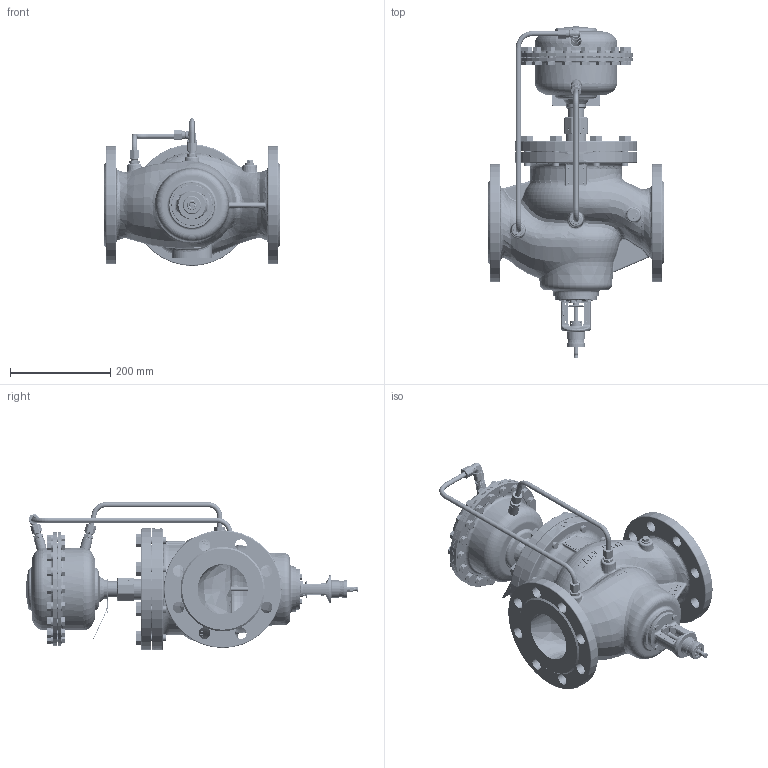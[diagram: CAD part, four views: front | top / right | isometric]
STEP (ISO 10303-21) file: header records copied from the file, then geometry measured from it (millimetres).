
FILE_DESCRIPTION((''),'2;1');
FILE_NAME('003G5532_AFQM2_PN40_DN100_0-2_ASM','2023-05-08T14:41:08',('U384264'),('Danfoss'),'CREO PARAMETRIC BY PTC INC, 2022124','CREO PARAMETRIC BY PTC INC, 2022124','');
FILE_SCHEMA(('CONFIG_CONTROL_DESIGN'));
Products named in the file (50): 88650650_VALVE_B_VFQM_DN100_PN4; 88654390_CV_P_H_REW_SUB_DN100_ASM; 88651200_YOKE_BODY_DN65_100; 88652300_STUFFING_BOX_DN100_125; 88651340_SPINDLE_CV_DN100; 88652260_SETT_SCREW_DN65-100; 88650860_VALVE_C_VFG_DN100_PN40; HEX_SCREW_DIN933_M06X18; HEX_SCREW_DIN931_M16X50; 88652800_POINTER_VFQM; 88652720_FLOW_SCALE_DN100; 51817881_SCREW_SF_M3X5; 51817290_M5_ZATIC; 54790650_BUSH_12X14X10; 54540510; 188610240; WALTER_CONNECTION; WALTER_PROFILE_RING; WALTER_CONNECTION_NUT; 8863078_ASM; 88653300_VFQM_DN100_PN40_ASM; 88670090_HOUSING160_PN40_MINUS_AF0; 88673400_TUBE_FI38X10X62_MINUS_AF82; 88671680_PRESSURE_CONNECTOR_6MM; WELD_PRESS_CON_6MM; WELD_160_6MM_INST_AF0; WELD_160_6MM_2_INST_AF0; 88671490_COVER160_PN40_MINUS_ASM; 55511011; 88670600_CONNECTING_NUT_G1_1_4; 88670110_HOUS_AFQ_160_PN40_PLUS_AF0; 88671680_PRESSURE_CONNECTOR_6MM_AF0; WELD_PRESS_CON_6MM_AF0; 88672610_COVE_AFQ_160_PN40_PLUS_ASM; 88673710_GASKET_PA_160_PN40; 51018011; 52017500; 51917340; 5454051; 88630620_TUBE_CONN_D1_0_DA_00_ASM ...
Assembly tree (141 placements, depth 5):
  003G5532_AFQM2_PN40_DN100_0-2_ASM
    88653300_VFQM_DN100_PN40_ASM
      88650650_VALVE_B_VFQM_DN100_PN4
      88654390_CV_P_H_REW_SUB_DN100_ASM
      88651200_YOKE_BODY_DN65_100
      88652300_STUFFING_BOX_DN100_125
      88651340_SPINDLE_CV_DN100
      88652260_SETT_SCREW_DN65-100
      88650860_VALVE_C_VFG_DN100_PN40
      HEX_SCREW_DIN933_M06X18  x4
      HEX_SCREW_DIN931_M16X50  x8
      88652800_POINTER_VFQM
      88652720_FLOW_SCALE_DN100
      51817881_SCREW_SF_M3X5  x2
      51817290_M5_ZATIC
      54790650_BUSH_12X14X10
      54540510  x3
      188610240
      8863078_ASM  x2
        WALTER_CONNECTION
        WALTER_PROFILE_RING
        WALTER_CONNECTION_NUT
    003G5602_AFQ2_PN40_160CM2_ASM
      88671490_COVER160_PN40_MINUS_ASM
        88670090_HOUSING160_PN40_MINUS_AF0
        88673400_TUBE_FI38X10X62_MINUS_AF82
        88671680_PRESSURE_CONNECTOR_6MM
        WELD_PRESS_CON_6MM
        WELD_160_6MM_INST_AF0
        WELD_160_6MM_2_INST_AF0
      55511011
      88670600_CONNECTING_NUT_G1_1_4
      88672610_COVE_AFQ_160_PN40_PLUS_ASM
        88670110_HOUS_AFQ_160_PN40_PLUS_AF0
        88671680_PRESSURE_CONNECTOR_6MM_AF0
        WELD_PRESS_CON_6MM_AF0
      88673710_GASKET_PA_160_PN40  x2
      51018011  x18
      52017500  x36
      51917340  x18
      5454051  x2
      88630620_TUBE_CONN_D1_0_DA_00_ASM  x2
        8863078_ASM
          WALTER_CONNECTION
          WALTER_PROFILE_RING
          WALTER_CONNECTION_NUT
      88673820
      88673810_LABEL_PLATE_PA
      56722030_ASM
        PRIKLJUCEK_KOLENO
        WALTER_PROFILE_RING
        WALTER_CONNECTION_NUT
    88674520_TUBE_PL_AFQM_DN100-160
    88674530_TUBE_MI_AFQM_DN100-160
    LABEL_PLATE_37X37
    5589607  x4
Bounding box: 350 x 662.3 x 294.4 mm (x, y, z)
Volume: 7165894.6 mm3; surface area: 1441020.2 mm2
Topology: 139 solids, 139 shells, 6233 faces, 15532 edges, 9730 vertices
Faces by surface type: plane 2611, cylinder 1620, cone 1011, bspline 437, torus 341, extrusion 171, sphere 30, revolution 12
Entity records: 177783 total; most frequent: CARTESIAN_POINT 78763, ORIENTED_EDGE 21480, DIRECTION 18586, EDGE_CURVE 10740, VERTEX_POINT 6844, AXIS2_PLACEMENT_3D 6614, VECTOR 5346, LINE 5175
